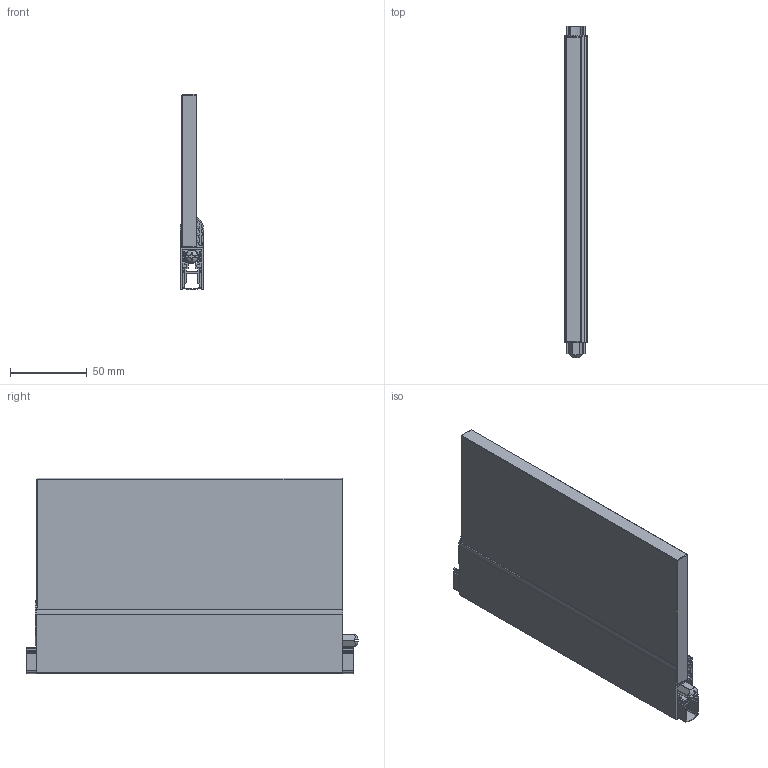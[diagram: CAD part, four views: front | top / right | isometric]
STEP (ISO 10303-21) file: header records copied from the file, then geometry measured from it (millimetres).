
FILE_DESCRIPTION(/* description */ ('Unknown'),/* implementation_level */ '2;1');
FILE_NAME(/* name */ '1-817_SchallEx-GSH812_3D',/* time_stamp */ '2021-06-07T16:48:53+02:00',/* author */ ('Unknown'),/* organization */ ('Unknown'),/* preprocessor_version */ 'ST-DEVELOPER v16.7',/* originating_system */ 'Solid Edge',/* authorisation */ 'Unknown');
FILE_SCHEMA (('AUTOMOTIVE_DESIGN {1 0 10303 214 3 1 1}'));
Length unit declared in the file: millimetre
Products named in the file (13): 29621_Bodendichtung___10mm_Glaswand; AP_530; AW_107_gebogen; AN_258_oa_0; AJ_280; 26871_Etikett_3D__Schall-Ex_GS-H8_12; 26541_Etikett_Athmer_klein_kurz; 31110_Athmer_Logo__ab_2021_; 26848_Text__Schall-Ex_GS-H8_12; 29615_Glaswand_10mm; 28639_Dichtprofil; 27607_Dichtprofil; 28638_Innenprofil
Assembly tree (12 placements, depth 3):
  29621_Bodendichtung___10mm_Glaswand
    AP_530
    AW_107_gebogen
    AN_258_oa_0
      AJ_280
    26871_Etikett_3D__Schall-Ex_GS-H8_12
      26541_Etikett_Athmer_klein_kurz
      31110_Athmer_Logo__ab_2021_
      26848_Text__Schall-Ex_GS-H8_12
    29615_Glaswand_10mm
    28639_Dichtprofil
    27607_Dichtprofil
    28638_Innenprofil
Bounding box: 15.6 x 216.87 x 127.6 mm (x, y, z)
Volume: 252235.8 mm3; surface area: 140185.4 mm2
Topology: 30 solids, 30 shells, 647 faces, 1710 edges, 1132 vertices
Faces by surface type: plane 454, cylinder 115, bspline 69, cone 5, sphere 4
Full cylindrical faces by diameter (mm): 5 x1, 9 x1
Entity records: 22693 total; most frequent: CARTESIAN_POINT 6802, ORIENTED_EDGE 3400, DIRECTION 2825, EDGE_CURVE 1700, VERTEX_POINT 1129, LINE 1101, VECTOR 1101, AXIS2_PLACEMENT_3D 862
